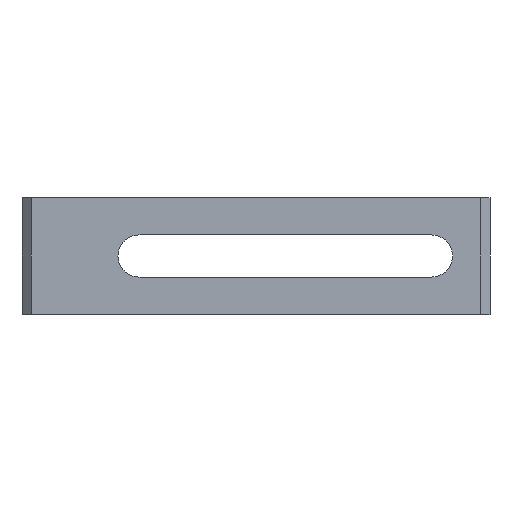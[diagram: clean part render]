
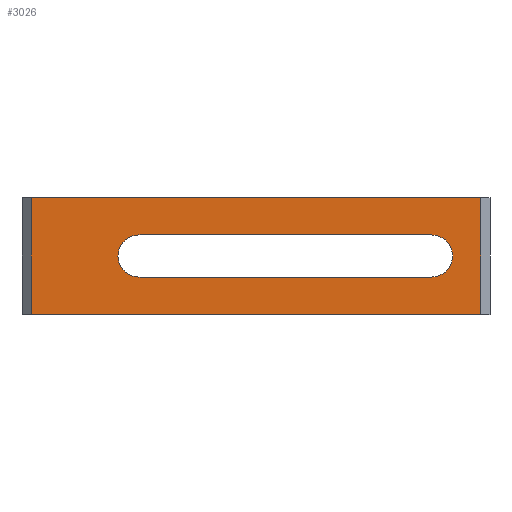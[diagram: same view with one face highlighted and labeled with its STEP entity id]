
A CAD part, front view. The second image highlights one B-rep face of the part: STEP entity #3026.
In plain terms, the highlighted planar face has unit normal (0, -1, 0).
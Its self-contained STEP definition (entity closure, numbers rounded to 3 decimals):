
#10 = DIRECTION ( 'NONE',  ( 0., 1., 0. ) ) ;
#15 = CARTESIAN_POINT ( 'NONE',  ( 49., 0., 0. ) ) ;
#34 = DIRECTION ( 'NONE',  ( 1., 0., 0. ) ) ;
#175 = AXIS2_PLACEMENT_3D ( 'NONE', #1918, #10, #3771 ) ;
#177 = ORIENTED_EDGE ( 'NONE', *, *, #2238, .T. ) ;
#293 = CARTESIAN_POINT ( 'NONE',  ( 1., 0., 0. ) ) ;
#311 = DIRECTION ( 'NONE',  ( 0., 1., 0. ) ) ;
#544 = AXIS2_PLACEMENT_3D ( 'NONE', #1132, #4285, #5301 ) ;
#565 = CARTESIAN_POINT ( 'NONE',  ( 1., 0., 12.5 ) ) ;
#934 = EDGE_CURVE ( 'NONE', #1062, #5157, #4676, .T. ) ;
#961 = CARTESIAN_POINT ( 'NONE',  ( 12.5, 0., 8.5 ) ) ;
#1028 = VECTOR ( 'NONE', #34, 1000. ) ;
#1062 = VERTEX_POINT ( 'NONE', #4949 ) ;
#1106 = DIRECTION ( 'NONE',  ( 1., 0., 0. ) ) ;
#1132 = CARTESIAN_POINT ( 'NONE',  ( 43.75, 0., 6.25 ) ) ;
#1190 = LINE ( 'NONE', #1694, #1691 ) ;
#1322 = FACE_BOUND ( 'NONE', #5610, .T. ) ;
#1430 = EDGE_CURVE ( 'NONE', #4195, #3322, #2829, .T. ) ;
#1488 = EDGE_CURVE ( 'NONE', #1682, #4195, #2859, .T. ) ;
#1679 = EDGE_LOOP ( 'NONE', ( #5933, #2227, #3363, #5790 ) ) ;
#1682 = VERTEX_POINT ( 'NONE', #4143 ) ;
#1691 = VECTOR ( 'NONE', #3012, 1000. ) ;
#1694 = CARTESIAN_POINT ( 'NONE',  ( 12.5, 0., 4. ) ) ;
#1805 = LINE ( 'NONE', #3209, #4682 ) ;
#1918 = CARTESIAN_POINT ( 'NONE',  ( 50., 0., 12.5 ) ) ;
#2021 = CARTESIAN_POINT ( 'NONE',  ( 12.5, 0., 4. ) ) ;
#2053 = ORIENTED_EDGE ( 'NONE', *, *, #2632, .T. ) ;
#2170 = EDGE_CURVE ( 'NONE', #3037, #1062, #2626, .T. ) ;
#2174 = VECTOR ( 'NONE', #3946, 1000. ) ;
#2227 = ORIENTED_EDGE ( 'NONE', *, *, #3072, .T. ) ;
#2238 = EDGE_CURVE ( 'NONE', #5761, #3037, #2468, .T. ) ;
#2364 = CARTESIAN_POINT ( 'NONE',  ( 50., 0., 0. ) ) ;
#2396 = VECTOR ( 'NONE', #1106, 1000. ) ;
#2468 = CIRCLE ( 'NONE', #3730, 2.25 ) ;
#2626 = LINE ( 'NONE', #4976, #2174 ) ;
#2632 = EDGE_CURVE ( 'NONE', #5157, #5761, #1190, .T. ) ;
#2700 = CARTESIAN_POINT ( 'NONE',  ( 43.75, 0., 4. ) ) ;
#2829 = LINE ( 'NONE', #2364, #1028 ) ;
#2859 = LINE ( 'NONE', #565, #4383 ) ;
#3012 = DIRECTION ( 'NONE',  ( -1., 0., 0. ) ) ;
#3026 = ADVANCED_FACE ( 'NONE', ( #1322, #5344 ), #4906, .F. ) ;
#3037 = VERTEX_POINT ( 'NONE', #961 ) ;
#3072 = EDGE_CURVE ( 'NONE', #3322, #4662, #1805, .T. ) ;
#3209 = CARTESIAN_POINT ( 'NONE',  ( 49., 0., 12.5 ) ) ;
#3322 = VERTEX_POINT ( 'NONE', #15 ) ;
#3363 = ORIENTED_EDGE ( 'NONE', *, *, #5512, .F. ) ;
#3730 = AXIS2_PLACEMENT_3D ( 'NONE', #5346, #311, #4005 ) ;
#3771 = DIRECTION ( 'NONE',  ( -1., 0., 0. ) ) ;
#3853 = CARTESIAN_POINT ( 'NONE',  ( 50., 0., 12.5 ) ) ;
#3946 = DIRECTION ( 'NONE',  ( 1., 0., 0. ) ) ;
#4005 = DIRECTION ( 'NONE',  ( 0., 0., 1. ) ) ;
#4143 = CARTESIAN_POINT ( 'NONE',  ( 1., 0., 12.5 ) ) ;
#4184 = ORIENTED_EDGE ( 'NONE', *, *, #934, .T. ) ;
#4195 = VERTEX_POINT ( 'NONE', #293 ) ;
#4285 = DIRECTION ( 'NONE',  ( 0., 1., 0. ) ) ;
#4383 = VECTOR ( 'NONE', #5089, 1000. ) ;
#4660 = DIRECTION ( 'NONE',  ( 0., 0., 1. ) ) ;
#4662 = VERTEX_POINT ( 'NONE', #5218 ) ;
#4676 = CIRCLE ( 'NONE', #544, 2.25 ) ;
#4682 = VECTOR ( 'NONE', #4660, 1000. ) ;
#4746 = LINE ( 'NONE', #3853, #2396 ) ;
#4906 = PLANE ( 'NONE',  #175 ) ;
#4949 = CARTESIAN_POINT ( 'NONE',  ( 43.75, 0., 8.5 ) ) ;
#4976 = CARTESIAN_POINT ( 'NONE',  ( 12.5, 0., 8.5 ) ) ;
#5089 = DIRECTION ( 'NONE',  ( 0., 0., -1. ) ) ;
#5157 = VERTEX_POINT ( 'NONE', #2700 ) ;
#5218 = CARTESIAN_POINT ( 'NONE',  ( 49., 0., 12.5 ) ) ;
#5301 = DIRECTION ( 'NONE',  ( 0., 0., 1. ) ) ;
#5344 = FACE_OUTER_BOUND ( 'NONE', #1679, .T. ) ;
#5346 = CARTESIAN_POINT ( 'NONE',  ( 12.5, 0., 6.25 ) ) ;
#5512 = EDGE_CURVE ( 'NONE', #1682, #4662, #4746, .T. ) ;
#5610 = EDGE_LOOP ( 'NONE', ( #2053, #177, #5742, #4184 ) ) ;
#5742 = ORIENTED_EDGE ( 'NONE', *, *, #2170, .T. ) ;
#5761 = VERTEX_POINT ( 'NONE', #2021 ) ;
#5790 = ORIENTED_EDGE ( 'NONE', *, *, #1488, .T. ) ;
#5933 = ORIENTED_EDGE ( 'NONE', *, *, #1430, .T. ) ;
